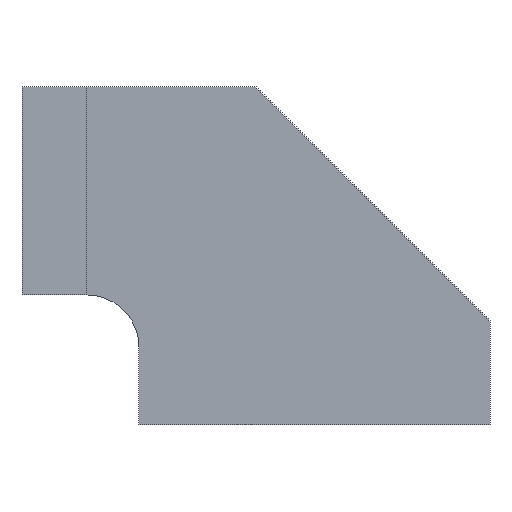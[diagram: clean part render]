
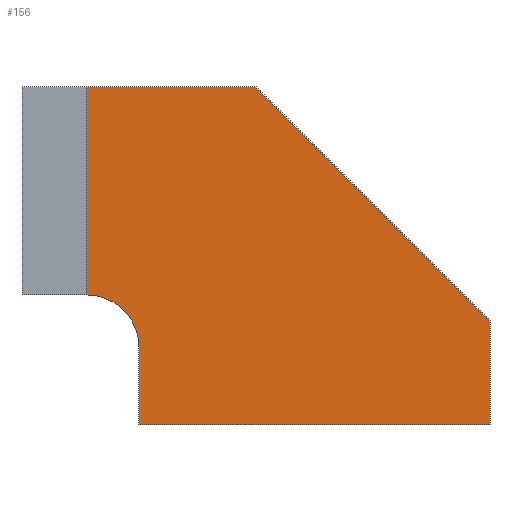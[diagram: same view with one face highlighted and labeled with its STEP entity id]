
A CAD part, left-side view. The second image highlights one B-rep face of the part: STEP entity #156.
In plain terms, the highlighted planar face has unit normal (-1, 0, 0).
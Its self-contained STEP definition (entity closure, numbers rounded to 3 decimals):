
#100=VECTOR('Line Direction',#99,1.) ;
#116=VECTOR('Line Direction',#115,1.) ;
#123=VECTOR('Line Direction',#122,1.) ;
#130=VECTOR('Line Direction',#129,1.) ;
#137=VECTOR('Line Direction',#136,1.) ;
#144=VECTOR('Line Direction',#143,1.) ;
#94=DIRECTION('Axis2P3D Direction',(1.,0.,0.)) ;
#95=DIRECTION('Axis2P3D XDirection',(0.,1.,0.)) ;
#99=DIRECTION('Vector Direction',(0.,0.,1.)) ;
#108=DIRECTION('Axis2P3D Direction',(1.,0.,0.)) ;
#115=DIRECTION('Vector Direction',(0.,0.,-1.)) ;
#122=DIRECTION('Vector Direction',(0.,-1.,0.)) ;
#129=DIRECTION('Vector Direction',(0.,0.,1.)) ;
#136=DIRECTION('Vector Direction',(0.,0.707,0.707)) ;
#143=DIRECTION('Vector Direction',(0.,1.,0.)) ;
#93=CARTESIAN_POINT('Axis2P3D Location',(-15.,0.,0.)) ;
#98=CARTESIAN_POINT('Line Origine',(-15.,155.,-40.)) ;
#102=CARTESIAN_POINT('Vertex',(-15.,155.,-80.)) ;
#104=CARTESIAN_POINT('Vertex',(-15.,155.,0.)) ;
#107=CARTESIAN_POINT('Axis2P3D Location',(-15.,155.,-100.)) ;
#111=CARTESIAN_POINT('Vertex',(-15.,135.,-100.)) ;
#114=CARTESIAN_POINT('Line Origine',(-15.,135.,-115.)) ;
#118=CARTESIAN_POINT('Vertex',(-15.,135.,-130.)) ;
#121=CARTESIAN_POINT('Line Origine',(-15.,67.5,-130.)) ;
#125=CARTESIAN_POINT('Vertex',(-15.,0.,-130.)) ;
#128=CARTESIAN_POINT('Line Origine',(-15.,0.,-110.)) ;
#132=CARTESIAN_POINT('Vertex',(-15.,0.,-90.)) ;
#135=CARTESIAN_POINT('Line Origine',(-15.,45.,-45.)) ;
#139=CARTESIAN_POINT('Vertex',(-15.,90.,0.)) ;
#142=CARTESIAN_POINT('Line Origine',(-15.,122.5,0.)) ;
#96=AXIS2_PLACEMENT_3D('Plane Axis2P3D',#93,#94,#95) ;
#109=AXIS2_PLACEMENT_3D('Circle Axis2P3D',#107,#108,$) ;
#106=EDGE_CURVE('',#103,#105,#101,.T.) ;
#113=EDGE_CURVE('',#112,#103,#110,.F.) ;
#120=EDGE_CURVE('',#119,#112,#117,.F.) ;
#127=EDGE_CURVE('',#126,#119,#124,.F.) ;
#134=EDGE_CURVE('',#133,#126,#131,.F.) ;
#141=EDGE_CURVE('',#140,#133,#138,.F.) ;
#146=EDGE_CURVE('',#105,#140,#145,.F.) ;
#97=PLANE('Plane',#96) ;
#148=ORIENTED_EDGE('',*,*,#106,.F.) ;
#149=ORIENTED_EDGE('',*,*,#113,.F.) ;
#150=ORIENTED_EDGE('',*,*,#120,.F.) ;
#151=ORIENTED_EDGE('',*,*,#127,.F.) ;
#152=ORIENTED_EDGE('',*,*,#134,.F.) ;
#153=ORIENTED_EDGE('',*,*,#141,.F.) ;
#154=ORIENTED_EDGE('',*,*,#146,.F.) ;
#101=LINE('Line',#98,#100) ;
#117=LINE('Line',#114,#116) ;
#124=LINE('Line',#121,#123) ;
#131=LINE('Line',#128,#130) ;
#138=LINE('Line',#135,#137) ;
#145=LINE('Line',#142,#144) ;
#156=ADVANCED_FACE('Corps principal',(#155),#97,.F.) ;
#110=CIRCLE('generated circle',#109,20.) ;
#103=VERTEX_POINT('',#102) ;
#105=VERTEX_POINT('',#104) ;
#112=VERTEX_POINT('',#111) ;
#119=VERTEX_POINT('',#118) ;
#126=VERTEX_POINT('',#125) ;
#133=VERTEX_POINT('',#132) ;
#140=VERTEX_POINT('',#139) ;
#147=EDGE_LOOP('',(#148,#149,#150,#151,#152,#153,#154)) ;
#155=FACE_OUTER_BOUND('',#147,.T.) ;
